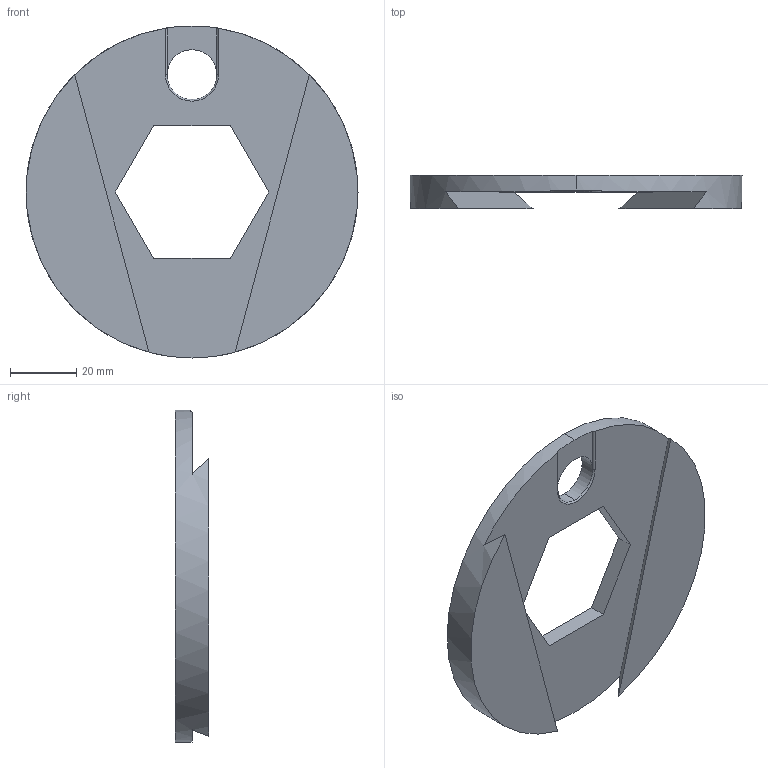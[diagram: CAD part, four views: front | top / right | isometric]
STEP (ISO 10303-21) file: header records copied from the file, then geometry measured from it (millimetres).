
FILE_DESCRIPTION (( 'STEP AP203' ), '1' );
FILE_NAME ('Top.STEP', '2024-08-15T21:11:37', ( '' ), ( '' ), 'SwSTEP 2.0', 'SolidWorks 2023', '' );
FILE_SCHEMA (( 'CONFIG_CONTROL_DESIGN' ));
Length unit declared in the file: millimetre
Products named in the file (1): Top
Bounding box: 100 x 10 x 100 mm (x, y, z)
Volume: 44632.1 mm3; surface area: 18068.7 mm2
Topology: 1 solids, 1 shells, 20 faces, 55 edges, 36 vertices
Faces by surface type: plane 13, cylinder 6, torus 1
Entity records: 733 total; most frequent: CARTESIAN_POINT 134, ORIENTED_EDGE 110, DIRECTION 110, EDGE_CURVE 55, AXIS2_PLACEMENT_3D 40, VERTEX_POINT 36, LINE 30, VECTOR 30
